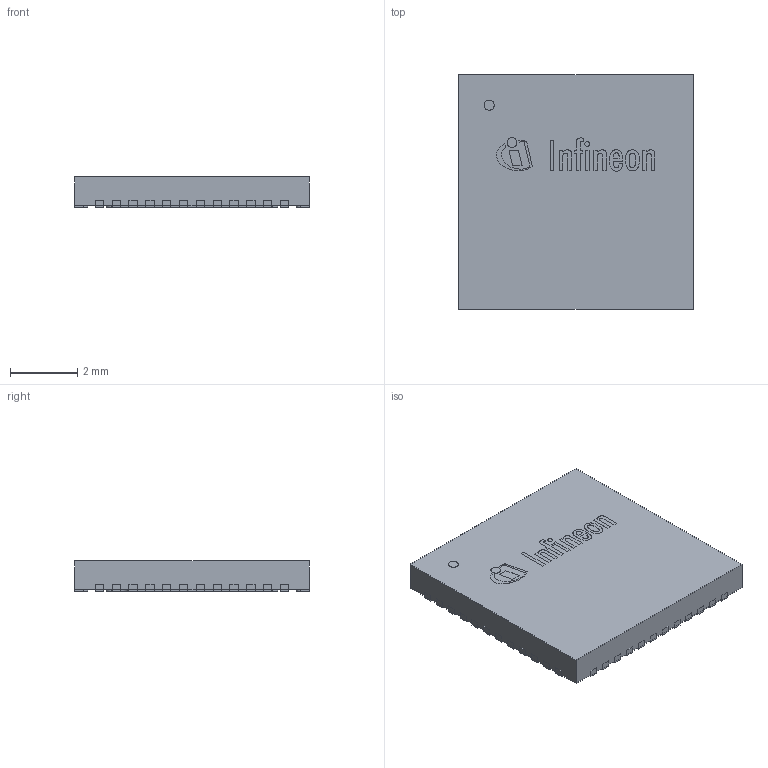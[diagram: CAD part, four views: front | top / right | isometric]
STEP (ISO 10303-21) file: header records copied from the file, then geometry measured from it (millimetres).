
FILE_DESCRIPTION(/* description */ (''),/* implementation_level */ '2;1');
FILE_NAME(/* name */ 'PG-VQFN-48-34_Z8B00171748_V02_3D.stp',/* time_stamp */ '2021-11-26T10:58:49+05:00',/* author */ ('janartha'),/* organization */ (''),/* preprocessor_version */ 'ST-DEVELOPER v16.13',/* originating_system */ 'AutoCAD Mechanical',/* authorisation */ '');
FILE_SCHEMA (('AUTOMOTIVE_DESIGN { 1 0 10303 214 3 1 1 }'));
Length unit declared in the file: millimetre
Products named in the file (1): Product
Bounding box: 7 x 7 x 0.9 mm (x, y, z)
Surface area: 200.8 mm2
Topology: 63 solids, 63 shells, 424 faces, 891 edges, 594 vertices
Faces by surface type: plane 347, cylinder 59, bspline 18
Full cylindrical faces by diameter (mm): 0.146 x1, 0.294 x1, 0.3 x2
Entity records: 11354 total; most frequent: CARTESIAN_POINT 2280, DIRECTION 1783, ORIENTED_EDGE 1774, EDGE_CURVE 887, LINE 733, VECTOR 733, VERTEX_POINT 594, AXIS2_PLACEMENT_3D 525
